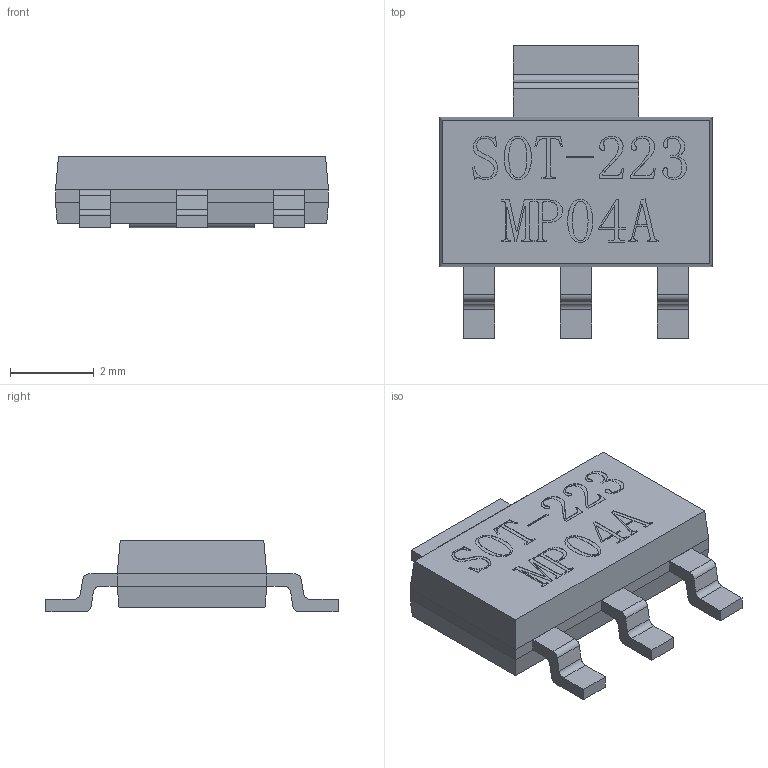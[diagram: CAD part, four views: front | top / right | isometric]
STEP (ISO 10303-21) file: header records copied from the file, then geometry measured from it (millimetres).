
FILE_DESCRIPTION (( 'STEP AP214' ), '1' );
FILE_NAME ('SOT-223_MP04A.STEP', '2008-08-02T07:53:34', ( 'Chinese User' ), ( 'Chinese ORG' ), 'SwSTEP 2.0', 'SolidWorks 2005204', '' );
FILE_SCHEMA (( 'AUTOMOTIVE_DESIGN' ));
Length unit declared in the file: millimetre
Products named in the file (1): SOT-223_MP04A
Bounding box: 6.5 x 6.96 x 1.7 mm (x, y, z)
Volume: 40.2 mm3; surface area: 112.1 mm2
Topology: 6 solids, 6 shells, 311 faces, 838 edges, 556 vertices
Faces by surface type: plane 193, bspline 98, cylinder 20
Entity records: 17709 total; most frequent: CARTESIAN_POINT 10256, ORIENTED_EDGE 1676, DIRECTION 1110, EDGE_CURVE 838, VECTOR 602, LINE 602, VERTEX_POINT 556, EDGE_LOOP 328
